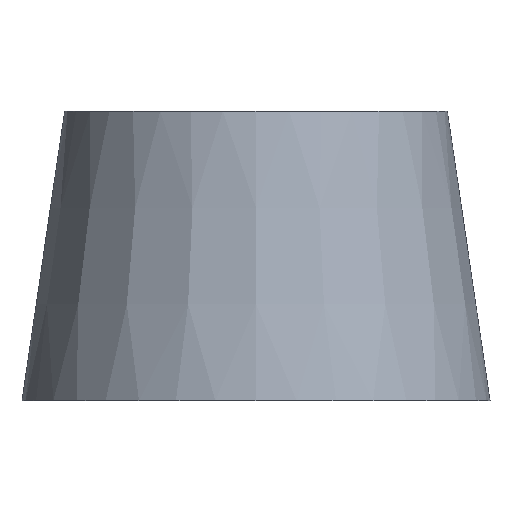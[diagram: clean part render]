
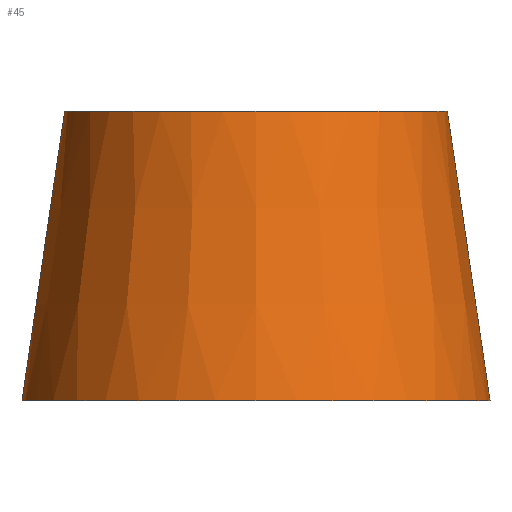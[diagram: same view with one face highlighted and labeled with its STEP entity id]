
A CAD part, front view. The second image highlights one B-rep face of the part: STEP entity #45.
In plain terms, the highlighted conical face has half-angle 8.381 degrees and reference radius 8.216 mm.
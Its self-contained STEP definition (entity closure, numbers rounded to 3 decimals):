
#32 = EDGE_CURVE('',#33,#33,#35,.T.);
#33 = VERTEX_POINT('',#34);
#34 = CARTESIAN_POINT('',(6.719,0.,41.275));
#35 = CIRCLE('',#36,6.719);
#36 = AXIS2_PLACEMENT_3D('',#37,#38,#39);
#37 = CARTESIAN_POINT('',(0.,0.,41.275));
#38 = DIRECTION('',(0.,0.,-1.));
#39 = DIRECTION('',(1.,0.,0.));
#45 = ADVANCED_FACE('',(#46),#65,.T.);
#46 = FACE_BOUND('',#47,.F.);
#47 = EDGE_LOOP('',(#48,#57,#63,#64));
#48 = ORIENTED_EDGE('',*,*,#49,.T.);
#49 = EDGE_CURVE('',#50,#50,#52,.T.);
#50 = VERTEX_POINT('',#51);
#51 = CARTESIAN_POINT('',(8.216,0.,31.115));
#52 = CIRCLE('',#53,8.216);
#53 = AXIS2_PLACEMENT_3D('',#54,#55,#56);
#54 = CARTESIAN_POINT('',(0.,0.,31.115));
#55 = DIRECTION('',(0.,0.,-1.));
#56 = DIRECTION('',(1.,0.,0.));
#57 = ORIENTED_EDGE('',*,*,#58,.T.);
#58 = EDGE_CURVE('',#50,#33,#59,.T.);
#59 = LINE('',#60,#61);
#60 = CARTESIAN_POINT('',(8.216,0.,31.115));
#61 = VECTOR('',#62,1.);
#62 = DIRECTION('',(-0.146,0.,0.989));
#63 = ORIENTED_EDGE('',*,*,#32,.F.);
#64 = ORIENTED_EDGE('',*,*,#58,.F.);
#65 = CONICAL_SURFACE('',#66,8.216,0.146);
#66 = AXIS2_PLACEMENT_3D('',#67,#68,#69);
#67 = CARTESIAN_POINT('',(0.,0.,31.115));
#68 = DIRECTION('',(-0.,0.,-1.));
#69 = DIRECTION('',(1.,0.,-0.));
